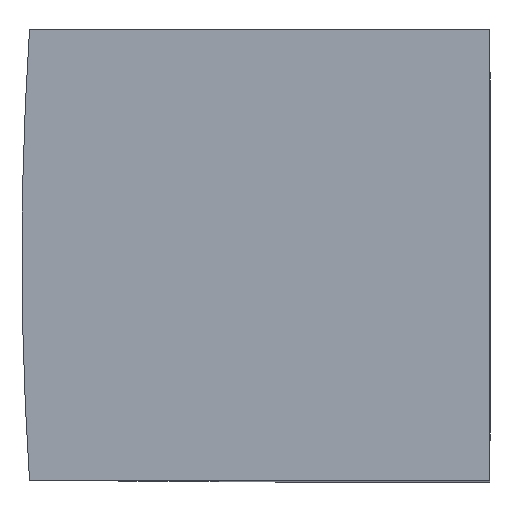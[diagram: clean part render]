
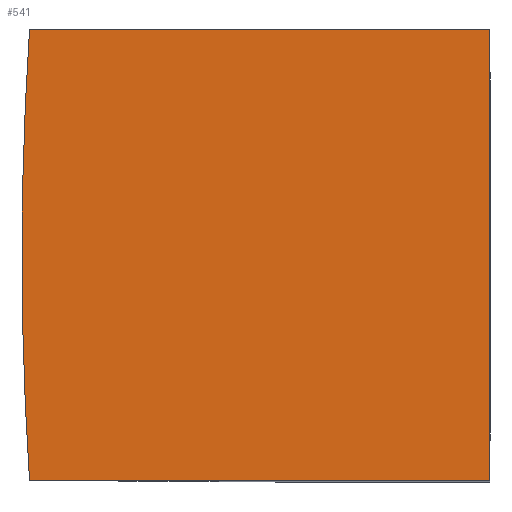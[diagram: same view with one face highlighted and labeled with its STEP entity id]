
A CAD part, top view. The second image highlights one B-rep face of the part: STEP entity #541.
In plain terms, the highlighted planar face has unit normal (0, 0, 1).
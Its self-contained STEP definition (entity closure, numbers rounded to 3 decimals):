
#1 = DIRECTION ( 'NONE',  ( 0., 0., -1. ) ) ;
#7 = CARTESIAN_POINT ( 'NONE',  ( -3.8, -4., 13.6 ) ) ;
#10 = DIRECTION ( 'NONE',  ( -1., 0., 0. ) ) ;
#23 = DIRECTION ( 'NONE',  ( -1., 0., 0. ) ) ;
#26 = LINE ( 'NONE', #399, #309 ) ;
#44 = VERTEX_POINT ( 'NONE', #204 ) ;
#50 = AXIS2_PLACEMENT_3D ( 'NONE', #474, #470, #10 ) ;
#61 = CARTESIAN_POINT ( 'NONE',  ( -3.8, 4., 13.6 ) ) ;
#85 = EDGE_CURVE ( 'NONE', #44, #248, #277, .T. ) ;
#86 = CARTESIAN_POINT ( 'NONE',  ( 0., -4., 13.6 ) ) ;
#110 = ORIENTED_EDGE ( 'NONE', *, *, #118, .F. ) ;
#115 = CARTESIAN_POINT ( 'NONE',  ( -8.167, 4., 13.6 ) ) ;
#118 = EDGE_CURVE ( 'NONE', #248, #228, #480, .T. ) ;
#141 = EDGE_CURVE ( 'NONE', #160, #44, #471, .T. ) ;
#160 = VERTEX_POINT ( 'NONE', #445 ) ;
#191 = EDGE_LOOP ( 'NONE', ( #206, #110, #290, #463, #596 ) ) ;
#199 = DIRECTION ( 'NONE',  ( -1., 0., 0. ) ) ;
#204 = CARTESIAN_POINT ( 'NONE',  ( -8.3, 0., 13.6 ) ) ;
#206 = ORIENTED_EDGE ( 'NONE', *, *, #409, .T. ) ;
#221 = CARTESIAN_POINT ( 'NONE',  ( 51.7, 0., 13.6 ) ) ;
#222 = DIRECTION ( 'NONE',  ( 1., 0., 0. ) ) ;
#228 = VERTEX_POINT ( 'NONE', #446 ) ;
#231 = VECTOR ( 'NONE', #429, 1000. ) ;
#233 = EDGE_CURVE ( 'NONE', #160, #476, #26, .T. ) ;
#238 = CARTESIAN_POINT ( 'NONE',  ( 0., -4., 13.6 ) ) ;
#248 = VERTEX_POINT ( 'NONE', #115 ) ;
#264 = DIRECTION ( 'NONE',  ( 0., 0., -1. ) ) ;
#270 = DIRECTION ( 'NONE',  ( 0., 1., 0. ) ) ;
#277 = CIRCLE ( 'NONE', #50, 60. ) ;
#290 = ORIENTED_EDGE ( 'NONE', *, *, #85, .F. ) ;
#309 = VECTOR ( 'NONE', #222, 1000. ) ;
#314 = LINE ( 'NONE', #86, #557 ) ;
#329 = FACE_OUTER_BOUND ( 'NONE', #191, .T. ) ;
#399 = CARTESIAN_POINT ( 'NONE',  ( -3.8, -4., 13.6 ) ) ;
#409 = EDGE_CURVE ( 'NONE', #476, #228, #314, .T. ) ;
#423 = PLANE ( 'NONE',  #531 ) ;
#429 = DIRECTION ( 'NONE',  ( 1., 0., 0. ) ) ;
#445 = CARTESIAN_POINT ( 'NONE',  ( -8.167, -4., 13.6 ) ) ;
#446 = CARTESIAN_POINT ( 'NONE',  ( 0., 4., 13.6 ) ) ;
#463 = ORIENTED_EDGE ( 'NONE', *, *, #141, .F. ) ;
#470 = DIRECTION ( 'NONE',  ( 0., 0., -1. ) ) ;
#471 = CIRCLE ( 'NONE', #556, 60. ) ;
#474 = CARTESIAN_POINT ( 'NONE',  ( 51.7, 0., 13.6 ) ) ;
#476 = VERTEX_POINT ( 'NONE', #238 ) ;
#480 = LINE ( 'NONE', #61, #231 ) ;
#531 = AXIS2_PLACEMENT_3D ( 'NONE', #7, #1, #199 ) ;
#541 = ADVANCED_FACE ( 'NONE', ( #329 ), #423, .F. ) ;
#556 = AXIS2_PLACEMENT_3D ( 'NONE', #221, #264, #23 ) ;
#557 = VECTOR ( 'NONE', #270, 1000. ) ;
#596 = ORIENTED_EDGE ( 'NONE', *, *, #233, .T. ) ;
